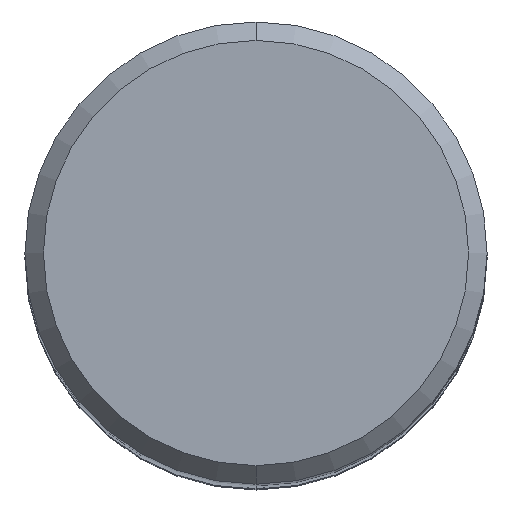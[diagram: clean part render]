
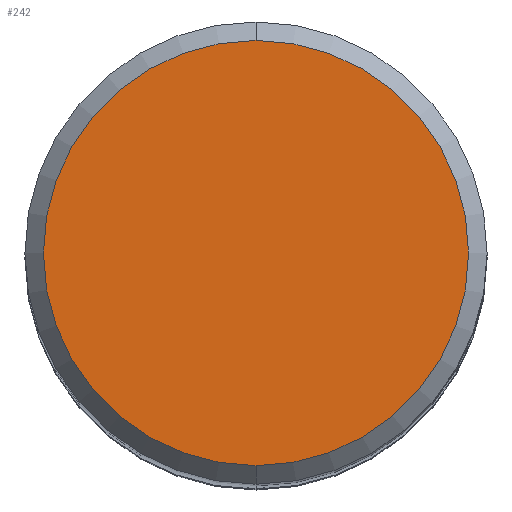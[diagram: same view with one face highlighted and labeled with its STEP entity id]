
A CAD part, top view. The second image highlights one B-rep face of the part: STEP entity #242.
In plain terms, the highlighted planar face has unit normal (0, 0, 1).
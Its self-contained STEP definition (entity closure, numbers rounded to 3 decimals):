
#168=VERTEX_POINT('',#363);
#186=EDGE_CURVE('',#168,#202,#385,.T.);
#202=VERTEX_POINT('',#402);
#240=EDGE_CURVE('',#202,#168,#444,.T.);
#242=ADVANCED_FACE('',(#446),#447,.T.);
#363=CARTESIAN_POINT('',(0.0,11.5,0.0));
#385=CIRCLE('',#616,11.5);
#402=CARTESIAN_POINT('',(0.,-11.5,0.0));
#444=CIRCLE('',#692,11.5);
#446=FACE_OUTER_BOUND('',#694,.T.);
#447=PLANE('',#695);
#616=AXIS2_PLACEMENT_3D('',#847,#848,#849);
#692=AXIS2_PLACEMENT_3D('',#922,#923,#924);
#694=EDGE_LOOP('',(#926,#927));
#695=AXIS2_PLACEMENT_3D('',#928,#929,#930);
#847=CARTESIAN_POINT('',(0.0,0.0,0.0));
#848=DIRECTION('',(0.0,0.0,-1.0));
#849=DIRECTION('',(0.0,1.0,0.0));
#922=CARTESIAN_POINT('',(0.0,0.0,0.0));
#923=DIRECTION('',(0.0,0.0,-1.0));
#924=DIRECTION('',(0.0,1.0,0.0));
#926=ORIENTED_EDGE('',*,*,#186,.F.);
#927=ORIENTED_EDGE('',*,*,#240,.F.);
#928=CARTESIAN_POINT('',(0.0,5.75,0.0));
#929=DIRECTION('',(-0.0,0.0,1.0));
#930=DIRECTION('',(0.0,-1.0,0.0));
